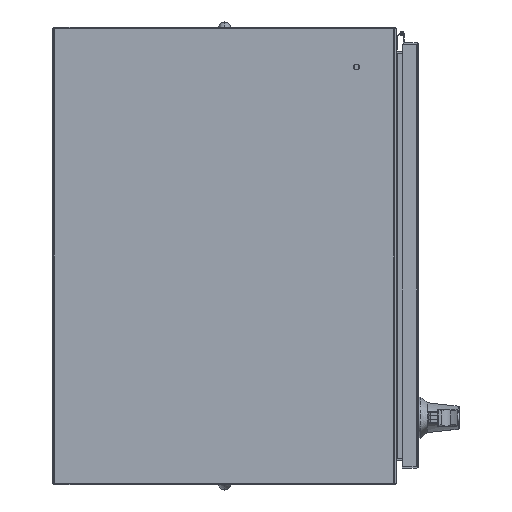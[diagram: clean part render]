
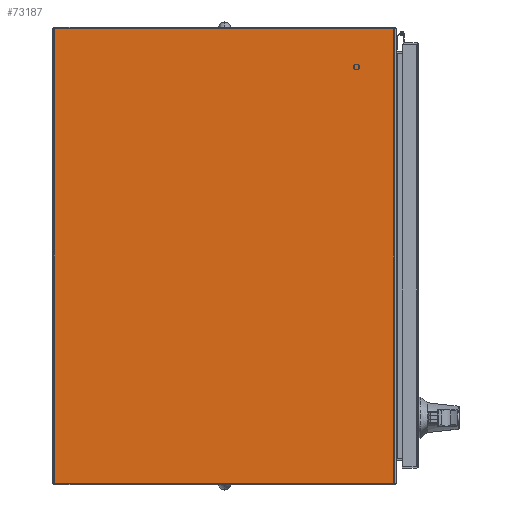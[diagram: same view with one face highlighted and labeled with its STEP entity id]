
A CAD part, front view. The second image highlights one B-rep face of the part: STEP entity #73187.
In plain terms, the highlighted face is planar.
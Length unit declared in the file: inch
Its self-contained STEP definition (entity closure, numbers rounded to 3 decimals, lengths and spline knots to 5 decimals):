
#5859 = DIRECTION ( 'NONE',  ( 0., 0., 1. ) ) ;
#6283 = DIRECTION ( 'NONE',  ( 0., 1., 0. ) ) ;
#6361 = VERTEX_POINT ( 'NONE', #17817 ) ;
#6621 = CARTESIAN_POINT ( 'NONE',  ( 11.935, -9., 0. ) ) ;
#10121 = LINE ( 'NONE', #103906, #54094 ) ;
#15604 = DIRECTION ( 'NONE',  ( 1., 0., 0. ) ) ;
#17817 = CARTESIAN_POINT ( 'NONE',  ( -11.935, 9., 0. ) ) ;
#22003 = LINE ( 'NONE', #59930, #97489 ) ;
#23525 = VERTEX_POINT ( 'NONE', #88768 ) ;
#27160 = VERTEX_POINT ( 'NONE', #93792 ) ;
#29578 = VECTOR ( 'NONE', #6283, 39.37008 ) ;
#29992 = ORIENTED_EDGE ( 'NONE', *, *, #76610, .F. ) ;
#37799 = CARTESIAN_POINT ( 'NONE',  ( -11.935, -9., 0. ) ) ;
#38141 = DIRECTION ( 'NONE',  ( 0., -1., 0. ) ) ;
#38872 = ORIENTED_EDGE ( 'NONE', *, *, #61796, .F. ) ;
#43273 = FACE_OUTER_BOUND ( 'NONE', #82738, .T. ) ;
#44664 = LINE ( 'NONE', #6621, #29578 ) ;
#49373 = VERTEX_POINT ( 'NONE', #68780 ) ;
#51322 = VECTOR ( 'NONE', #38141, 39.37008 ) ;
#54054 = PLANE ( 'NONE',  #61677 ) ;
#54094 = VECTOR ( 'NONE', #15604, 39.37008 ) ;
#55221 = EDGE_CURVE ( 'NONE', #23525, #49373, #44664, .T. ) ;
#59930 = CARTESIAN_POINT ( 'NONE',  ( -11.935, 9., 0. ) ) ;
#61677 = AXIS2_PLACEMENT_3D ( 'NONE', #37799, #5859, #62122 ) ;
#61739 = CARTESIAN_POINT ( 'NONE',  ( -11.935, -9., 0. ) ) ;
#61796 = EDGE_CURVE ( 'NONE', #27160, #23525, #10121, .T. ) ;
#62122 = DIRECTION ( 'NONE',  ( 1., 0., 0. ) ) ;
#63136 = ORIENTED_EDGE ( 'NONE', *, *, #94193, .F. ) ;
#65172 = LINE ( 'NONE', #61739, #51322 ) ;
#68358 = DIRECTION ( 'NONE',  ( -1., 0., 0. ) ) ;
#68780 = CARTESIAN_POINT ( 'NONE',  ( 11.935, 9., 0. ) ) ;
#73187 = ADVANCED_FACE ( 'NONE', ( #43273 ), #54054, .F. ) ;
#76610 = EDGE_CURVE ( 'NONE', #6361, #27160, #65172, .T. ) ;
#79723 = ORIENTED_EDGE ( 'NONE', *, *, #55221, .F. ) ;
#82738 = EDGE_LOOP ( 'NONE', ( #38872, #29992, #63136, #79723 ) ) ;
#88768 = CARTESIAN_POINT ( 'NONE',  ( 11.935, -8.857, 0. ) ) ;
#93792 = CARTESIAN_POINT ( 'NONE',  ( -11.935, -8.857, 0. ) ) ;
#94193 = EDGE_CURVE ( 'NONE', #49373, #6361, #22003, .T. ) ;
#97489 = VECTOR ( 'NONE', #68358, 39.37008 ) ;
#103906 = CARTESIAN_POINT ( 'NONE',  ( -11.935, -8.857, 0. ) ) ;
